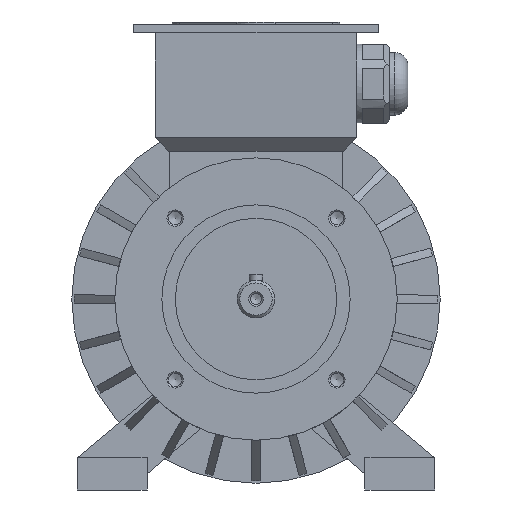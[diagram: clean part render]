
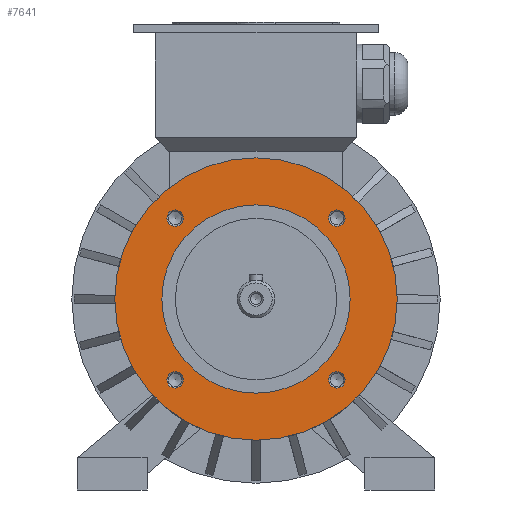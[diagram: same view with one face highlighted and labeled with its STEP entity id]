
A CAD part, front view. The second image highlights one B-rep face of the part: STEP entity #7641.
In plain terms, the highlighted planar face has unit normal (0, -1, 0).
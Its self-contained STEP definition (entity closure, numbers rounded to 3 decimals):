
#212=CIRCLE('',#7820,3.059);
#216=CIRCLE('',#7828,3.059);
#220=CIRCLE('',#7836,3.059);
#347=CIRCLE('',#8123,52.5);
#349=CIRCLE('',#8126,3.059);
#350=CIRCLE('',#8127,35.);
#1213=ORIENTED_EDGE('',*,*,#2058,.T.);
#1214=ORIENTED_EDGE('',*,*,#2062,.T.);
#1215=ORIENTED_EDGE('',*,*,#2066,.T.);
#1216=ORIENTED_EDGE('',*,*,#2625,.T.);
#1217=ORIENTED_EDGE('',*,*,#2626,.F.);
#1218=ORIENTED_EDGE('',*,*,#2623,.F.);
#2058=EDGE_CURVE('',#2858,#2858,#212,.T.);
#2062=EDGE_CURVE('',#2863,#2863,#216,.T.);
#2066=EDGE_CURVE('',#2868,#2868,#220,.T.);
#2623=EDGE_CURVE('',#3267,#3267,#347,.T.);
#2625=EDGE_CURVE('',#3269,#3269,#349,.T.);
#2626=EDGE_CURVE('',#3270,#3270,#350,.F.);
#2858=VERTEX_POINT('',#10050);
#2863=VERTEX_POINT('',#10063);
#2868=VERTEX_POINT('',#10076);
#3267=VERTEX_POINT('',#11324);
#3269=VERTEX_POINT('',#11329);
#3270=VERTEX_POINT('',#11331);
#4545=EDGE_LOOP('',(#1213));
#4546=EDGE_LOOP('',(#1214));
#4547=EDGE_LOOP('',(#1215));
#4548=EDGE_LOOP('',(#1216));
#4549=EDGE_LOOP('',(#1217));
#4550=EDGE_LOOP('',(#1218));
#4917=FACE_BOUND('',#4545,.T.);
#4918=FACE_BOUND('',#4546,.T.);
#4919=FACE_BOUND('',#4547,.T.);
#4920=FACE_BOUND('',#4548,.T.);
#4921=FACE_BOUND('',#4549,.T.);
#4922=FACE_BOUND('',#4550,.T.);
#5230=PLANE('',#8125);
#7641=ADVANCED_FACE('',(#4917,#4918,#4919,#4920,#4921,#4922),#5230,.F.);
#7820=AXIS2_PLACEMENT_3D('',#10049,#8413,#8414);
#7828=AXIS2_PLACEMENT_3D('',#10062,#8429,#8430);
#7836=AXIS2_PLACEMENT_3D('',#10075,#8445,#8446);
#8123=AXIS2_PLACEMENT_3D('',#11323,#9377,#9378);
#8125=AXIS2_PLACEMENT_3D('',#11327,#9381,#9382);
#8126=AXIS2_PLACEMENT_3D('',#11328,#9383,#9384);
#8127=AXIS2_PLACEMENT_3D('',#11330,#9385,#9386);
#8413=DIRECTION('',(0.,1.,0.));
#8414=DIRECTION('',(0.,0.,1.));
#8429=DIRECTION('',(0.,1.,0.));
#8430=DIRECTION('',(-1.,0.,0.));
#8445=DIRECTION('',(0.,1.,0.));
#8446=DIRECTION('',(0.,0.,-1.));
#9377=DIRECTION('',(0.,1.,0.));
#9378=DIRECTION('',(1.,0.,0.));
#9381=DIRECTION('',(0.,1.,0.));
#9382=DIRECTION('',(0.,0.,1.));
#9383=DIRECTION('',(0.,1.,0.));
#9384=DIRECTION('',(1.,0.,0.));
#9385=DIRECTION('',(0.,1.,0.));
#9386=DIRECTION('',(0.,0.,1.));
#10049=CARTESIAN_POINT('',(-30.052,-21.,-30.052));
#10050=CARTESIAN_POINT('',(-30.052,-21.,-26.994));
#10062=CARTESIAN_POINT('',(30.052,-21.,-30.052));
#10063=CARTESIAN_POINT('',(26.994,-21.,-30.052));
#10075=CARTESIAN_POINT('',(30.052,-21.,30.052));
#10076=CARTESIAN_POINT('',(30.052,-21.,26.994));
#11323=CARTESIAN_POINT('',(0.,-21.,0.));
#11324=CARTESIAN_POINT('',(52.5,-21.,0.));
#11327=CARTESIAN_POINT('',(0.,-21.,0.));
#11328=CARTESIAN_POINT('',(-30.052,-21.,30.052));
#11329=CARTESIAN_POINT('',(-26.994,-21.,30.052));
#11330=CARTESIAN_POINT('',(0.,-21.,0.));
#11331=CARTESIAN_POINT('',(0.,-21.,35.));
